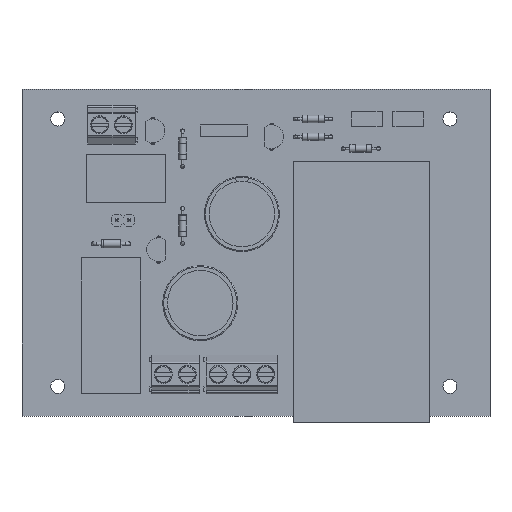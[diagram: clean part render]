
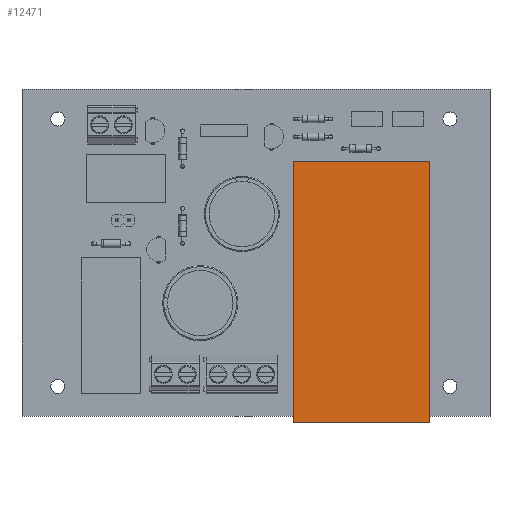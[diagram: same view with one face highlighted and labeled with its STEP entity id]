
A CAD part, top view. The second image highlights one B-rep face of the part: STEP entity #12471.
In plain terms, the highlighted planar face has unit normal (0, 0, 1).
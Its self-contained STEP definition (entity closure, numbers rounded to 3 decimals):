
#1190=PLANE('',#13731);
#1802=FACE_OUTER_BOUND('',#2697,.T.);
#2697=EDGE_LOOP('',(#10653,#10654,#10655,#10656));
#3656=LINE('',#20785,#4769);
#3657=LINE('',#20787,#4770);
#3658=LINE('',#20789,#4771);
#3659=LINE('',#20790,#4772);
#4769=VECTOR('',#16506,10.);
#4770=VECTOR('',#16507,10.);
#4771=VECTOR('',#16508,10.);
#4772=VECTOR('',#16509,10.);
#6377=VERTEX_POINT('',#20783);
#6378=VERTEX_POINT('',#20784);
#6379=VERTEX_POINT('',#20786);
#6380=VERTEX_POINT('',#20788);
#7866=EDGE_CURVE('',#6377,#6378,#3656,.T.);
#7867=EDGE_CURVE('',#6378,#6379,#3657,.T.);
#7868=EDGE_CURVE('',#6379,#6380,#3658,.T.);
#7869=EDGE_CURVE('',#6380,#6377,#3659,.T.);
#10653=ORIENTED_EDGE('',*,*,#7866,.T.);
#10654=ORIENTED_EDGE('',*,*,#7867,.T.);
#10655=ORIENTED_EDGE('',*,*,#7868,.T.);
#10656=ORIENTED_EDGE('',*,*,#7869,.T.);
#12471=ADVANCED_FACE('',(#1802),#1190,.T.);
#13731=AXIS2_PLACEMENT_3D('',#20782,#16504,#16505);
#16504=DIRECTION('center_axis',(0.,0.,1.));
#16505=DIRECTION('ref_axis',(1.,0.,0.));
#16506=DIRECTION('',(0.,1.,0.));
#16507=DIRECTION('',(-1.,0.,0.));
#16508=DIRECTION('',(0.,-1.,0.));
#16509=DIRECTION('',(1.,0.,0.));
#20782=CARTESIAN_POINT('Origin',(15.125,12.5,0.1));
#20783=CARTESIAN_POINT('',(43.064,-2.064,0.1));
#20784=CARTESIAN_POINT('',(43.064,27.064,0.1));
#20785=CARTESIAN_POINT('',(43.064,12.5,0.1));
#20786=CARTESIAN_POINT('',(-12.814,27.064,0.1));
#20787=CARTESIAN_POINT('',(15.125,27.064,0.1));
#20788=CARTESIAN_POINT('',(-12.814,-2.064,0.1));
#20789=CARTESIAN_POINT('',(-12.814,12.5,0.1));
#20790=CARTESIAN_POINT('',(15.125,-2.064,0.1));
